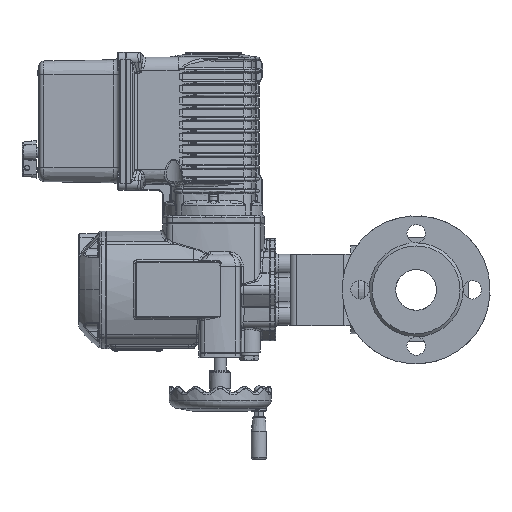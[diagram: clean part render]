
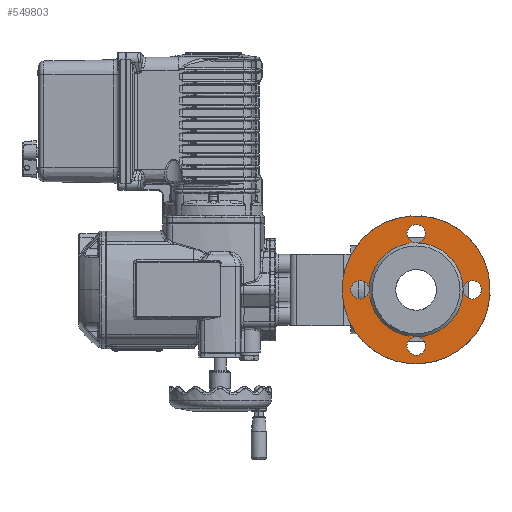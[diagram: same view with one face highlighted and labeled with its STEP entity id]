
A CAD part, left-side view. The second image highlights one B-rep face of the part: STEP entity #549803.
In plain terms, the highlighted planar face has unit normal (-1, 0, 0).
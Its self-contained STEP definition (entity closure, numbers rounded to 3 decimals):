
#549803=ADVANCED_FACE('',(#576705,#576707,#576709,#576711,#576713,#576715),#576717,
.T.);
#576705=FACE_BOUND('',#576706,.T.);
#576706=EDGE_LOOP('',(#588387));
#576707=FACE_BOUND('',#576708,.T.);
#576708=EDGE_LOOP('',(#588388));
#576709=FACE_BOUND('',#576710,.T.);
#576710=EDGE_LOOP('',(#588389,#588390));
#576711=FACE_BOUND('',#576712,.T.);
#576712=EDGE_LOOP('',(#588391,#588392,#588393));
#576713=FACE_BOUND('',#576714,.T.);
#576714=EDGE_LOOP('',(#588394,#588395));
#576715=FACE_BOUND('',#576716,.T.);
#576716=EDGE_LOOP('',(#588396));
#576717=PLANE('',#576718);
#576718=AXIS2_PLACEMENT_3D('',#576719,#576720,#576721);
#576719=CARTESIAN_POINT('',(-97.,0.,0.));
#576720=DIRECTION('',(-1.,0.,0.));
#576721=DIRECTION('',(0.,0.,-1.));
#588387=ORIENTED_EDGE('',*,*,#601514,.F.);
#588388=ORIENTED_EDGE('',*,*,#601520,.T.);
#588389=ORIENTED_EDGE('',*,*,#601515,.T.);
#588390=ORIENTED_EDGE('',*,*,#601516,.T.);
#588391=ORIENTED_EDGE('',*,*,#601583,.F.);
#588392=ORIENTED_EDGE('',*,*,#601584,.F.);
#588393=ORIENTED_EDGE('',*,*,#601585,.F.);
#588394=ORIENTED_EDGE('',*,*,#601517,.T.);
#588395=ORIENTED_EDGE('',*,*,#601518,.T.);
#588396=ORIENTED_EDGE('',*,*,#601519,.T.);
#601514=EDGE_CURVE('',#656562,#656562,#656563,.F.);
#601515=EDGE_CURVE('',#656564,#656565,#656566,.T.);
#601516=EDGE_CURVE('',#656565,#656564,#656567,.T.);
#601517=EDGE_CURVE('',#656568,#656569,#656570,.T.);
#601518=EDGE_CURVE('',#656569,#656568,#656571,.T.);
#601519=EDGE_CURVE('',#656572,#656572,#656573,.T.);
#601520=EDGE_CURVE('',#656574,#656574,#656575,.T.);
#601583=EDGE_CURVE('',#656574,#656568,#656668,.T.);
#601584=EDGE_CURVE('',#656564,#656574,#656669,.T.);
#601585=EDGE_CURVE('',#656568,#656564,#656670,.T.);
#656562=VERTEX_POINT('',#671963);
#656563=CIRCLE('',#671964,72.5);
#656564=VERTEX_POINT('',#671968);
#656565=VERTEX_POINT('',#671969);
#656566=CIRCLE('',#671970,9.);
#656567=CIRCLE('',#671974,9.);
#656568=VERTEX_POINT('',#671978);
#656569=VERTEX_POINT('',#671979);
#656570=CIRCLE('',#671980,9.);
#656571=CIRCLE('',#671984,9.);
#656572=VERTEX_POINT('',#671988);
#656573=CIRCLE('',#671989,9.);
#656574=VERTEX_POINT('',#671993);
#656575=CIRCLE('',#671994,9.);
#656668=CIRCLE('',#673164,46.);
#656669=CIRCLE('',#673168,46.);
#656670=CIRCLE('',#673172,46.);
#671963=CARTESIAN_POINT('',(-97.,65.212,31.68));
#671964=AXIS2_PLACEMENT_3D('',#671965,#671966,#671967);
#671965=CARTESIAN_POINT('',(-97.,0.,0.));
#671966=DIRECTION('',(-1.,0.,0.));
#671967=DIRECTION('',(0.,0.899,0.437));
#671968=CARTESIAN_POINT('',(-97.,46.,0.));
#671969=CARTESIAN_POINT('',(-97.,55.,9.));
#671970=AXIS2_PLACEMENT_3D('',#671971,#671972,#671973);
#671971=CARTESIAN_POINT('',(-97.,55.,0.));
#671972=DIRECTION('',(1.,0.,0.));
#671973=DIRECTION('',(0.,-1.,0.));
#671974=AXIS2_PLACEMENT_3D('',#671975,#671976,#671977);
#671975=CARTESIAN_POINT('',(-97.,55.,0.));
#671976=DIRECTION('',(1.,0.,0.));
#671977=DIRECTION('',(0.,0.,1.));
#671978=CARTESIAN_POINT('',(-97.,0.,46.));
#671979=CARTESIAN_POINT('',(-97.,0.,64.));
#671980=AXIS2_PLACEMENT_3D('',#671981,#671982,#671983);
#671981=CARTESIAN_POINT('',(-97.,0.,55.));
#671982=DIRECTION('',(1.,0.,0.));
#671983=DIRECTION('',(0.,0.,-1.));
#671984=AXIS2_PLACEMENT_3D('',#671985,#671986,#671987);
#671985=CARTESIAN_POINT('',(-97.,0.,55.));
#671986=DIRECTION('',(1.,0.,0.));
#671987=DIRECTION('',(0.,0.,1.));
#671988=CARTESIAN_POINT('',(-97.,-55.,9.));
#671989=AXIS2_PLACEMENT_3D('',#671990,#671991,#671992);
#671990=CARTESIAN_POINT('',(-97.,-55.,0.));
#671991=DIRECTION('',(1.,0.,0.));
#671992=DIRECTION('',(0.,0.,1.));
#671993=CARTESIAN_POINT('',(-97.,0.,-46.));
#671994=AXIS2_PLACEMENT_3D('',#671995,#671996,#671997);
#671995=CARTESIAN_POINT('',(-97.,0.,-55.));
#671996=DIRECTION('',(1.,0.,0.));
#671997=DIRECTION('',(0.,0.,1.));
#673164=AXIS2_PLACEMENT_3D('',#673165,#673166,#673167);
#673165=CARTESIAN_POINT('',(-97.,0.,0.));
#673166=DIRECTION('',(-1.,0.,0.));
#673167=DIRECTION('',(0.,0.,-1.));
#673168=AXIS2_PLACEMENT_3D('',#673169,#673170,#673171);
#673169=CARTESIAN_POINT('',(-97.,0.,0.));
#673170=DIRECTION('',(-1.,0.,0.));
#673171=DIRECTION('',(0.,1.,0.));
#673172=AXIS2_PLACEMENT_3D('',#673173,#673174,#673175);
#673173=CARTESIAN_POINT('',(-97.,0.,0.));
#673174=DIRECTION('',(-1.,0.,0.));
#673175=DIRECTION('',(0.,0.,1.));
